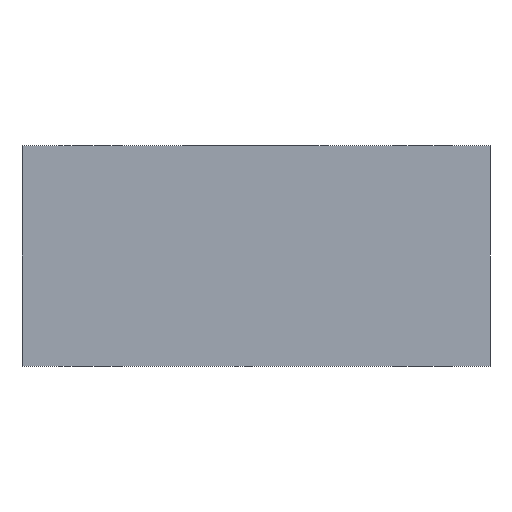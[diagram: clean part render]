
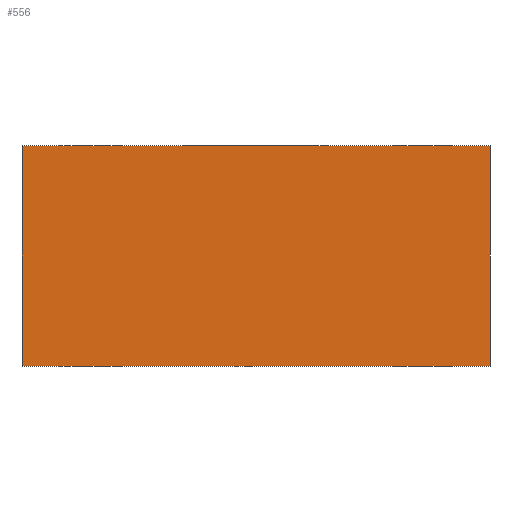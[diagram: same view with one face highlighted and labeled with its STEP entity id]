
A CAD part, front view. The second image highlights one B-rep face of the part: STEP entity #556.
In plain terms, the highlighted planar face has unit normal (0, -1, 0).
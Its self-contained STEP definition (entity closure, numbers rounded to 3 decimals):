
#556 = ADVANCED_FACE ( 'NONE', ( #2942 ), #2905, .F. ) ;
#563 = EDGE_LOOP ( 'NONE', ( #611, #651, #645, #626 ) ) ;
#609 = VERTEX_POINT ( 'NONE', #2930 ) ;
#611 = ORIENTED_EDGE ( 'NONE', *, *, #612, .T. ) ;
#612 = EDGE_CURVE ( 'NONE', #642, #613, #2929, .T. ) ;
#613 = VERTEX_POINT ( 'NONE', #2925 ) ;
#626 = ORIENTED_EDGE ( 'NONE', *, *, #638, .T. ) ;
#637 = EDGE_CURVE ( 'NONE', #609, #649, #2970, .T. ) ;
#638 = EDGE_CURVE ( 'NONE', #609, #642, #2965, .T. ) ;
#642 = VERTEX_POINT ( 'NONE', #3025 ) ;
#645 = ORIENTED_EDGE ( 'NONE', *, *, #637, .F. ) ;
#649 = VERTEX_POINT ( 'NONE', #3032 ) ;
#650 = EDGE_CURVE ( 'NONE', #649, #613, #3001, .T. ) ;
#651 = ORIENTED_EDGE ( 'NONE', *, *, #650, .F. ) ;
#2630 = VECTOR ( 'NONE', #3050, 1000. ) ;
#2901 = DIRECTION ( 'NONE',  ( 0., 0., 1. ) ) ;
#2902 = DIRECTION ( 'NONE',  ( 0., 1., 0. ) ) ;
#2903 = CARTESIAN_POINT ( 'NONE',  ( -17., 0., 8. ) ) ;
#2904 = AXIS2_PLACEMENT_3D ( 'NONE', #2903, #2902, #2901 ) ;
#2905 = PLANE ( 'NONE',  #2904 ) ;
#2925 = CARTESIAN_POINT ( 'NONE',  ( 17., 0., -8. ) ) ;
#2926 = DIRECTION ( 'NONE',  ( 1., 0., 0. ) ) ;
#2927 = VECTOR ( 'NONE', #2926, 1000. ) ;
#2928 = CARTESIAN_POINT ( 'NONE',  ( -17., 0., -8. ) ) ;
#2929 = LINE ( 'NONE', #2928, #2927 ) ;
#2930 = CARTESIAN_POINT ( 'NONE',  ( -17., 0., 8. ) ) ;
#2942 = FACE_OUTER_BOUND ( 'NONE', #563, .T. ) ;
#2964 = CARTESIAN_POINT ( 'NONE',  ( -17., 0., 8. ) ) ;
#2965 = LINE ( 'NONE', #2964, #2630 ) ;
#2967 = DIRECTION ( 'NONE',  ( 1., 0., 0. ) ) ;
#2968 = VECTOR ( 'NONE', #2967, 1000. ) ;
#2969 = CARTESIAN_POINT ( 'NONE',  ( -17., 0., 8. ) ) ;
#2970 = LINE ( 'NONE', #2969, #2968 ) ;
#2998 = DIRECTION ( 'NONE',  ( 0., 0., -1. ) ) ;
#2999 = VECTOR ( 'NONE', #2998, 1000. ) ;
#3000 = CARTESIAN_POINT ( 'NONE',  ( 17., 0., 8. ) ) ;
#3001 = LINE ( 'NONE', #3000, #2999 ) ;
#3025 = CARTESIAN_POINT ( 'NONE',  ( -17., 0., -8. ) ) ;
#3032 = CARTESIAN_POINT ( 'NONE',  ( 17., 0., 8. ) ) ;
#3050 = DIRECTION ( 'NONE',  ( 0., 0., -1. ) ) ;
